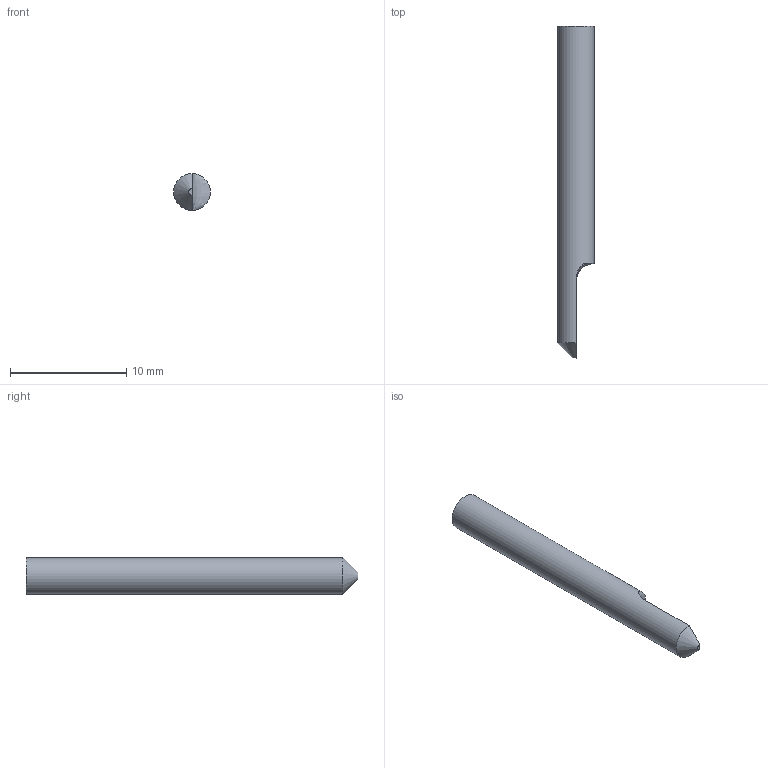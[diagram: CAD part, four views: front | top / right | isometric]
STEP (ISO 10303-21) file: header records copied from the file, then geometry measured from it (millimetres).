
FILE_DESCRIPTION(/* description */ (''),/* implementation_level */ '2;1');
FILE_NAME(/* name */ 'CutterHead_FR188ZZ_Alternate.Cutter.step',/* time_stamp */ '2020-09-18T12:55:34-07:00',/* author */ (''),/* organization */ (''),/* preprocessor_version */ 'ST-DEVELOPER v18.1',/* originating_system */ 'Autodesk Translation Framework v9.3.0.1241',/* authorisation */ '');
FILE_SCHEMA (('AUTOMOTIVE_DESIGN { 1 0 10303 214 3 1 1 }'));
Length unit declared in the file: inch
Products named in the file (1): Cutter
Bounding box: 3.17 x 28.6 x 3.18 mm (x, y, z)
Volume: 192.5 mm3; surface area: 278.3 mm2
Topology: 1 solids, 1 shells, 6 faces, 14 edges, 10 vertices
Faces by surface type: plane 3, cone 1, cylinder 1, bspline 1
Full cylindrical faces by diameter (mm): 3.175 x1
Entity records: 351 total; most frequent: CARTESIAN_POINT 177, ORIENTED_EDGE 28, DIRECTION 28, EDGE_CURVE 14, AXIS2_PLACEMENT_3D 11, VERTEX_POINT 10, FACE_OUTER_BOUND 6, EDGE_LOOP 6
